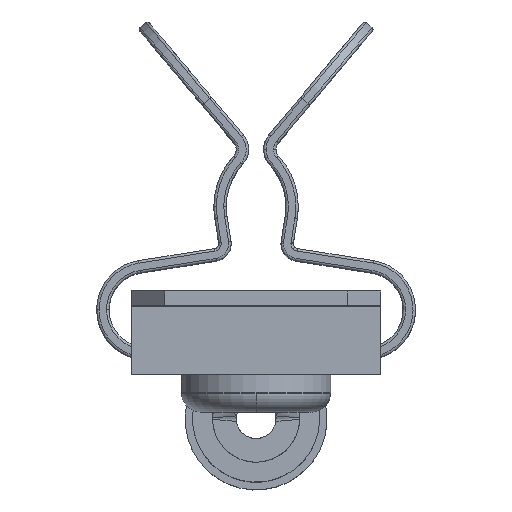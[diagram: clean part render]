
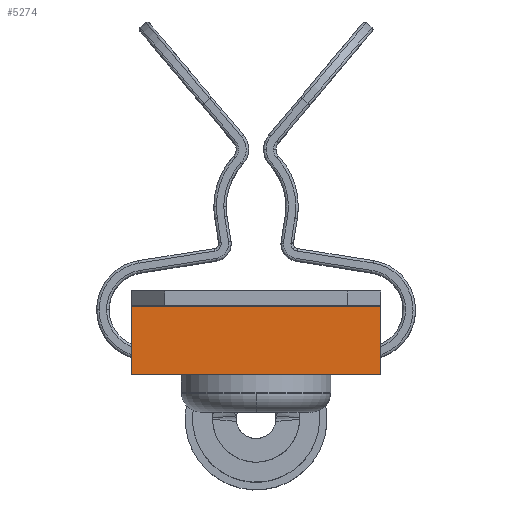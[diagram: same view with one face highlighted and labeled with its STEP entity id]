
A CAD part, top view. The second image highlights one B-rep face of the part: STEP entity #5274.
In plain terms, the highlighted face is planar.
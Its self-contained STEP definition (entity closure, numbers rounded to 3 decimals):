
#79 = EDGE_CURVE ( 'NONE', #8499, #10229, #16652, .T. ) ;
#83 = CARTESIAN_POINT ( 'NONE',  ( 102.835, 98.307, 252.718 ) ) ;
#185 = FACE_OUTER_BOUND ( 'NONE', #3172, .T. ) ;
#583 = VECTOR ( 'NONE', #18433, 1000. ) ;
#859 = CARTESIAN_POINT ( 'NONE',  ( 102.835, 98.307, 262.218 ) ) ;
#1427 = VERTEX_POINT ( 'NONE', #9428 ) ;
#1498 = CARTESIAN_POINT ( 'NONE',  ( 102.835, 0., 0. ) ) ;
#3019 = LINE ( 'NONE', #14981, #9449 ) ;
#3172 = EDGE_LOOP ( 'NONE', ( #5322, #7370, #9565, #9551 ) ) ;
#3814 = LINE ( 'NONE', #859, #13930 ) ;
#4125 = VECTOR ( 'NONE', #13740, 1000. ) ;
#5274 = ADVANCED_FACE ( 'NONE', ( #185 ), #9135, .F. ) ;
#5322 = ORIENTED_EDGE ( 'NONE', *, *, #9356, .F. ) ;
#6169 = EDGE_CURVE ( 'NONE', #1427, #9852, #11191, .T. ) ;
#7370 = ORIENTED_EDGE ( 'NONE', *, *, #6169, .T. ) ;
#8269 = CARTESIAN_POINT ( 'NONE',  ( 102.835, 99.107, 252.718 ) ) ;
#8499 = VERTEX_POINT ( 'NONE', #9359 ) ;
#9135 = PLANE ( 'NONE',  #12457 ) ;
#9356 = EDGE_CURVE ( 'NONE', #1427, #8499, #3019, .T. ) ;
#9359 = CARTESIAN_POINT ( 'NONE',  ( 102.835, 101.049, 262.718 ) ) ;
#9428 = CARTESIAN_POINT ( 'NONE',  ( 102.835, 101.049, 252.718 ) ) ;
#9449 = VECTOR ( 'NONE', #10071, 1000. ) ;
#9551 = ORIENTED_EDGE ( 'NONE', *, *, #79, .F. ) ;
#9565 = ORIENTED_EDGE ( 'NONE', *, *, #12590, .F. ) ;
#9852 = VERTEX_POINT ( 'NONE', #83 ) ;
#10071 = DIRECTION ( 'NONE',  ( 0., 0., 1. ) ) ;
#10229 = VERTEX_POINT ( 'NONE', #16753 ) ;
#10704 = DIRECTION ( 'NONE',  ( 1., 0., 0. ) ) ;
#10960 = CARTESIAN_POINT ( 'NONE',  ( 102.835, 0., 262.718 ) ) ;
#11191 = LINE ( 'NONE', #8269, #583 ) ;
#12457 = AXIS2_PLACEMENT_3D ( 'NONE', #1498, #10704, #16587 ) ;
#12590 = EDGE_CURVE ( 'NONE', #10229, #9852, #3814, .T. ) ;
#13740 = DIRECTION ( 'NONE',  ( 0., -1., 0. ) ) ;
#13930 = VECTOR ( 'NONE', #18955, 1000. ) ;
#14981 = CARTESIAN_POINT ( 'NONE',  ( 102.835, 101.049, 0. ) ) ;
#16587 = DIRECTION ( 'NONE',  ( 0., 0., -1. ) ) ;
#16652 = LINE ( 'NONE', #10960, #4125 ) ;
#16753 = CARTESIAN_POINT ( 'NONE',  ( 102.835, 98.307, 262.718 ) ) ;
#18433 = DIRECTION ( 'NONE',  ( 0., -1., 0. ) ) ;
#18955 = DIRECTION ( 'NONE',  ( 0., 0., -1. ) ) ;
